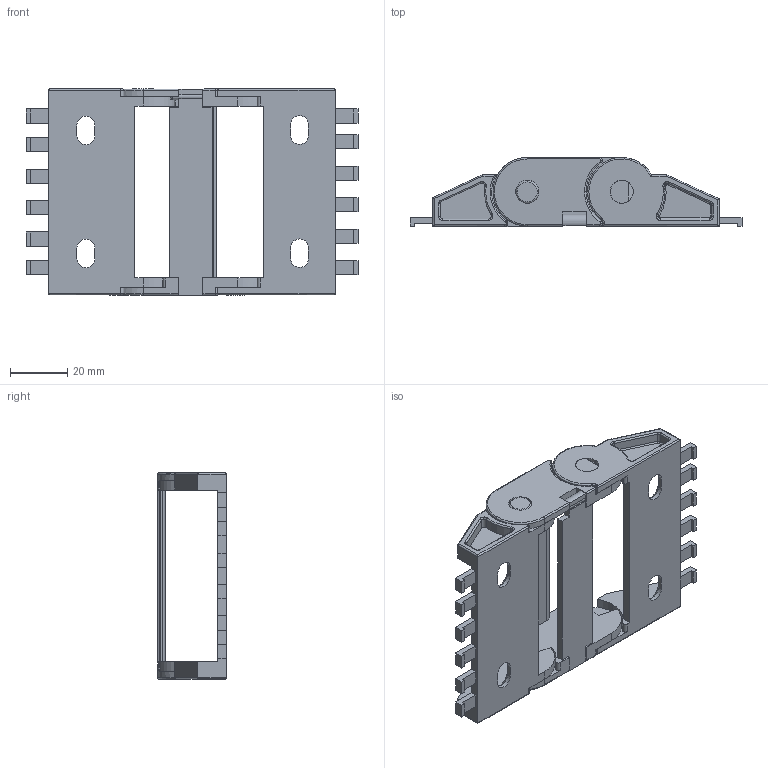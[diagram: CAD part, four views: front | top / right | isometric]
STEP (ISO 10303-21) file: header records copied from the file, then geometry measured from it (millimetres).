
FILE_DESCRIPTION (( 'STEP AP214' ), '1' );
FILE_NAME ('CK18-B060-AYAK.STEP', '2019-09-10T09:31:17', ( '' ), ( '' ), 'SwSTEP 2.0', 'SolidWorks 2017', '' );
FILE_SCHEMA (( 'AUTOMOTIVE_DESIGN' ));
Length unit declared in the file: millimetre
Products named in the file (1): CK18-B060-AYAK
Bounding box: 116 x 24 x 72.05 mm (x, y, z)
Volume: 33589.1 mm3; surface area: 28325.4 mm2
Topology: 4 solids, 4 shells, 455 faces, 1200 edges, 760 vertices
Faces by surface type: plane 210, cylinder 161, bspline 52, torus 20, cone 12
Entity records: 15022 total; most frequent: CARTESIAN_POINT 3813, ORIENTED_EDGE 2400, DIRECTION 2298, EDGE_CURVE 1200, AXIS2_PLACEMENT_3D 780, VERTEX_POINT 760, LINE 738, VECTOR 738
